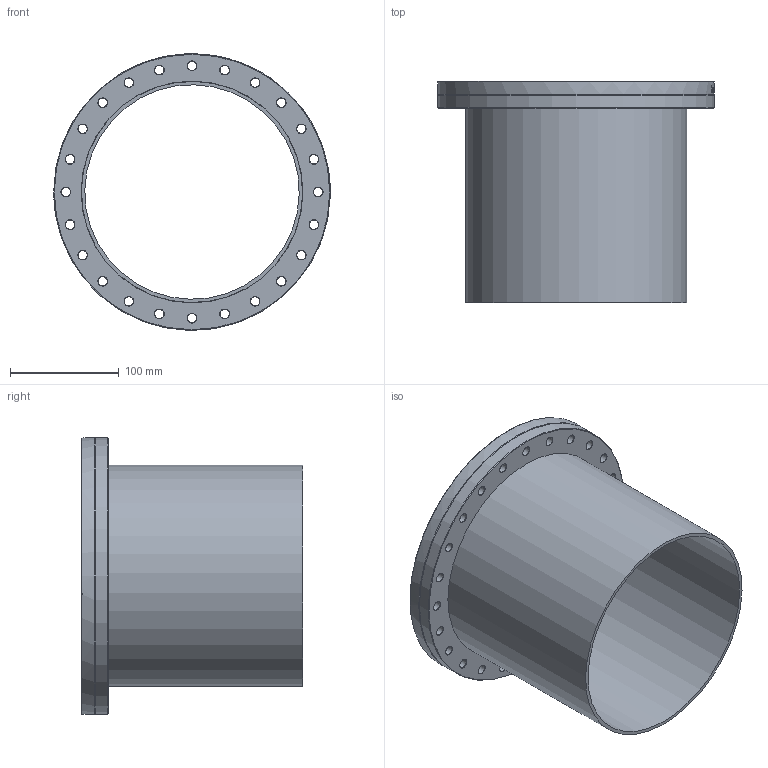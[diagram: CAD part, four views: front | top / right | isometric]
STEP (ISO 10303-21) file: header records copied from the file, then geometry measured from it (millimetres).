
FILE_DESCRIPTION(/* description */ (''),/* implementation_level */ '2;1');
FILE_NAME(/* name */ 'FL-HN200CF.stp',/* time_stamp */ '2018-01-24T11:59:10+00:00',/* author */ ('paul'),/* organization */ (''),/* preprocessor_version */ 'ST-DEVELOPER v16.13',/* originating_system */ 'Autodesk Inventor 2018',/* authorisation */ '');
FILE_SCHEMA (('AUTOMOTIVE_DESIGN { 1 0 10303 214 3 1 1 }'));
Length unit declared in the file: millimetre
Products named in the file (3): FL-HN200CF; FL-200CF-203; Tube
Assembly tree (2 placements, depth 2):
  FL-HN200CF
    FL-200CF-203
    Tube
Bounding box: 254 x 203.2 x 254 mm (x, y, z)
Volume: 794687.9 mm3; surface area: 331231.9 mm2
Topology: 2 solids, 2 shells, 185 faces, 488 edges, 316 vertices
Faces by surface type: cone 53, bspline 53, cylinder 41, plane 37, torus 1
Full cylindrical faces by diameter (mm): 8.4 x24, 197 x1, 198.5 x1, 203.2 x1, 203.7 x1, 222.2 x1, 254 x2
Entity records: 17035 total; most frequent: CARTESIAN_POINT 12930, ORIENTED_EDGE 758, DIRECTION 741, EDGE_CURVE 379, EDGE_LOOP 329, AXIS2_PLACEMENT_3D 313, VERTEX_POINT 290, FACE_OUTER_BOUND 185
